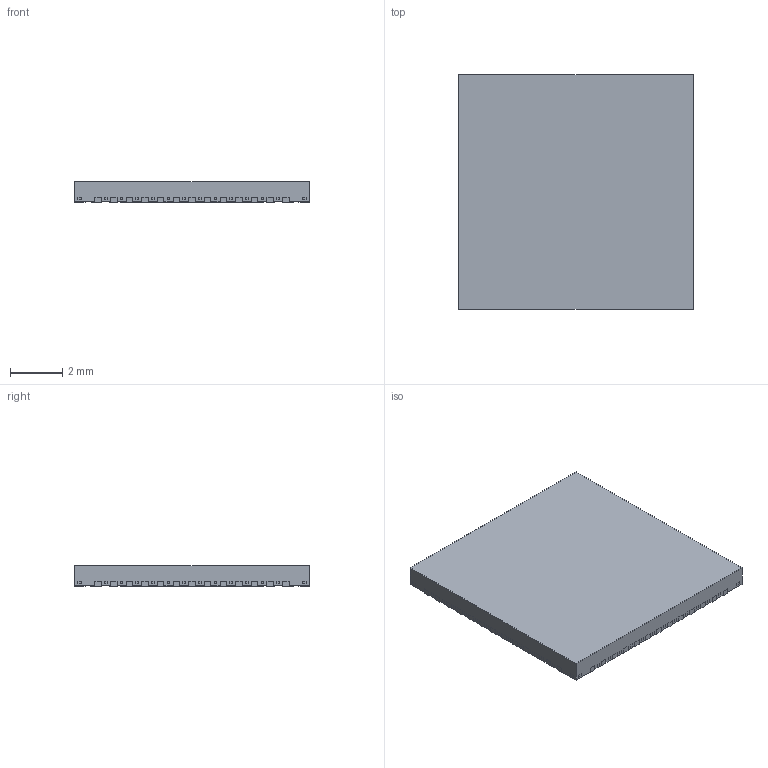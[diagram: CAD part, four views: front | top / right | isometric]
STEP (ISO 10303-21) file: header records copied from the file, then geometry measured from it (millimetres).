
FILE_DESCRIPTION((''),'2;1');
FILE_NAME('RKM0100A_ASM','2021-11-18T08:58:32',('a0412086'),(''),'CREO PARAMETRIC BY PTC INC, 2018500','CREO PARAMETRIC BY PTC INC, 2018500','');
FILE_SCHEMA(('CONFIG_CONTROL_DESIGN','SHAPE_APPEARANCE_LAYERS_GROUPS'));
Length unit declared in the file: millimetre
Products named in the file (3): FRAME; BODY; RKM0100A_ASM
Assembly tree (2 placements, depth 2):
  RKM0100A_ASM
    FRAME
    BODY
Bounding box: 9 x 9 x 0.8 mm (x, y, z)
Volume: 63.8 mm3; surface area: 342.1 mm2
Topology: 154 solids, 154 shells, 1903 faces, 4506 edges, 3004 vertices
Faces by surface type: plane 1695, cylinder 208
Entity records: 69207 total; most frequent: CARTESIAN_POINT 9418, ORIENTED_EDGE 9012, DIRECTION 8738, PRESENTATION_STYLE_ASSIGNMENT 4769, STYLED_ITEM 4661, CURVE_STYLE 4506, EDGE_CURVE 4506, VECTOR 4090
